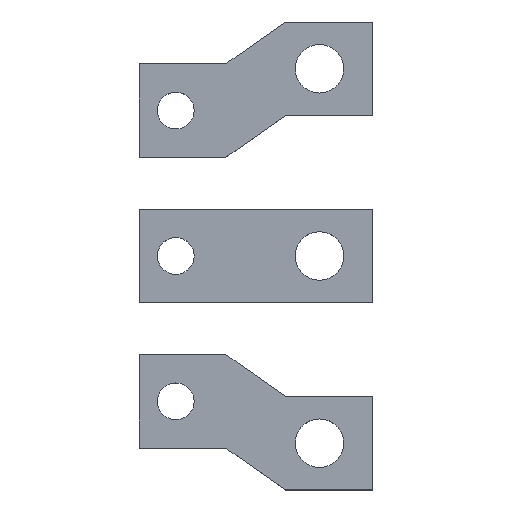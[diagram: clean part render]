
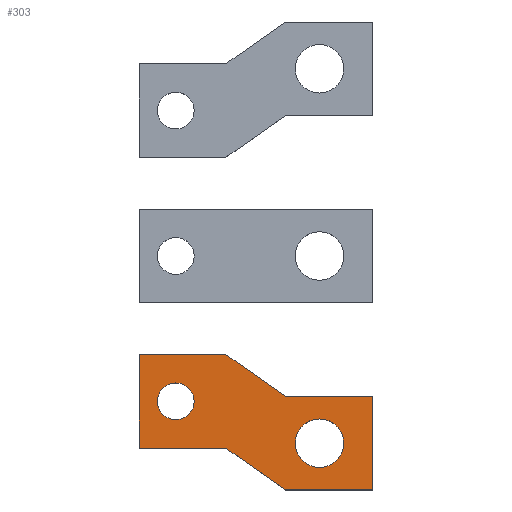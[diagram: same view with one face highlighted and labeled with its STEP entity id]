
A CAD part, top view. The second image highlights one B-rep face of the part: STEP entity #303.
In plain terms, the highlighted planar face has unit normal (0, 0, 1).
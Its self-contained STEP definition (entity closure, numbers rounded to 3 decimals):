
#303=ADVANCED_FACE('',(#481,#482,#483),#335,.F.);
#335=PLANE('',#844);
#361=LINE('',#1039,#421);
#362=LINE('',#1042,#422);
#363=LINE('',#1044,#423);
#364=LINE('',#1046,#424);
#365=LINE('',#1048,#425);
#366=LINE('',#1050,#426);
#367=LINE('',#1052,#427);
#368=LINE('',#1054,#428);
#421=VECTOR('',#890,1.);
#422=VECTOR('',#891,1.);
#423=VECTOR('',#892,1.);
#424=VECTOR('',#893,1.);
#425=VECTOR('',#894,1.);
#426=VECTOR('',#895,1.);
#427=VECTOR('',#896,1.);
#428=VECTOR('',#897,1.);
#481=FACE_BOUND('',#511,.T.);
#482=FACE_BOUND('',#512,.T.);
#483=FACE_BOUND('',#513,.T.);
#511=EDGE_LOOP('',(#561));
#512=EDGE_LOOP('',(#562,#563,#564,#565,#566,#567,#568,#569));
#513=EDGE_LOOP('',(#570));
#561=ORIENTED_EDGE('',*,*,#757,.F.);
#562=ORIENTED_EDGE('',*,*,#758,.T.);
#563=ORIENTED_EDGE('',*,*,#759,.T.);
#564=ORIENTED_EDGE('',*,*,#760,.T.);
#565=ORIENTED_EDGE('',*,*,#761,.T.);
#566=ORIENTED_EDGE('',*,*,#762,.T.);
#567=ORIENTED_EDGE('',*,*,#763,.T.);
#568=ORIENTED_EDGE('',*,*,#764,.T.);
#569=ORIENTED_EDGE('',*,*,#765,.T.);
#570=ORIENTED_EDGE('',*,*,#766,.F.);
#705=VERTEX_POINT('',#1038);
#706=VERTEX_POINT('',#1040);
#707=VERTEX_POINT('',#1041);
#708=VERTEX_POINT('',#1043);
#709=VERTEX_POINT('',#1045);
#710=VERTEX_POINT('',#1047);
#711=VERTEX_POINT('',#1049);
#712=VERTEX_POINT('',#1051);
#713=VERTEX_POINT('',#1053);
#714=VERTEX_POINT('',#1056);
#757=EDGE_CURVE('',#705,#705,#829,.T.);
#758=EDGE_CURVE('',#706,#707,#361,.T.);
#759=EDGE_CURVE('',#707,#708,#362,.T.);
#760=EDGE_CURVE('',#708,#709,#363,.T.);
#761=EDGE_CURVE('',#709,#710,#364,.T.);
#762=EDGE_CURVE('',#710,#711,#365,.T.);
#763=EDGE_CURVE('',#711,#712,#366,.T.);
#764=EDGE_CURVE('',#712,#713,#367,.T.);
#765=EDGE_CURVE('',#713,#706,#368,.T.);
#766=EDGE_CURVE('',#714,#714,#830,.T.);
#829=CIRCLE('',#842,5.5);
#830=CIRCLE('',#843,7.25);
#842=AXIS2_PLACEMENT_3D('',#1037,#888,#889);
#843=AXIS2_PLACEMENT_3D('',#1055,#898,#899);
#844=AXIS2_PLACEMENT_3D('',#1057,#900,#901);
#888=DIRECTION('',(0.,0.,1.));
#889=DIRECTION('',(-1.,0.,0.));
#890=DIRECTION('',(-1.,0.,0.));
#891=DIRECTION('',(0.,-1.,0.));
#892=DIRECTION('',(1.,0.,0.));
#893=DIRECTION('',(0.819,-0.574,0.));
#894=DIRECTION('',(1.,0.,0.));
#895=DIRECTION('',(0.,1.,0.));
#896=DIRECTION('',(-1.,0.,0.));
#897=DIRECTION('',(-0.819,0.574,0.));
#898=DIRECTION('',(0.,0.,1.));
#899=DIRECTION('',(-1.,0.,0.));
#900=DIRECTION('',(0.,0.,-1.));
#901=DIRECTION('',(-1.,0.,0.));
#1037=CARTESIAN_POINT('',(11.,26.,8.));
#1038=CARTESIAN_POINT('',(5.5,26.,8.));
#1039=CARTESIAN_POINT('',(28.857,40.,8.));
#1040=CARTESIAN_POINT('',(26.,40.,8.));
#1041=CARTESIAN_POINT('',(0.,40.,8.));
#1042=CARTESIAN_POINT('',(0.,40.,8.));
#1043=CARTESIAN_POINT('',(0.,12.,8.));
#1044=CARTESIAN_POINT('',(0.,12.,8.));
#1045=CARTESIAN_POINT('',(26.,12.,8.));
#1046=CARTESIAN_POINT('',(26.,12.,8.));
#1047=CARTESIAN_POINT('',(43.852,-0.5,8.));
#1048=CARTESIAN_POINT('',(42.301,-0.5,8.));
#1049=CARTESIAN_POINT('',(70.,-0.5,8.));
#1050=CARTESIAN_POINT('',(70.,0.,8.));
#1051=CARTESIAN_POINT('',(70.,27.5,8.));
#1052=CARTESIAN_POINT('',(70.,27.5,8.));
#1053=CARTESIAN_POINT('',(43.852,27.5,8.));
#1054=CARTESIAN_POINT('',(41.292,29.292,8.));
#1055=CARTESIAN_POINT('',(54.,13.5,8.));
#1056=CARTESIAN_POINT('',(46.75,13.5,8.));
#1057=CARTESIAN_POINT('',(70.,40.,8.));
